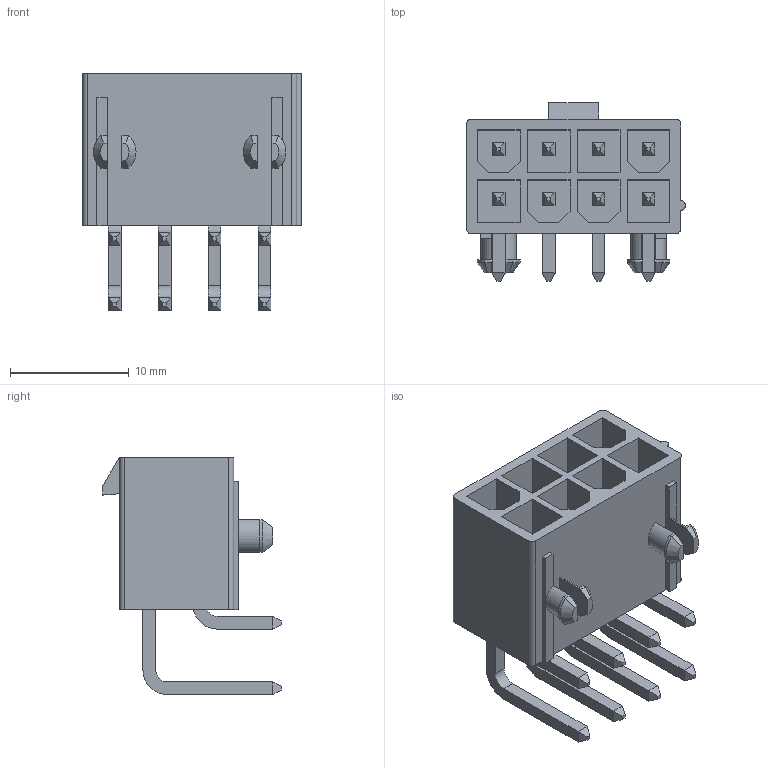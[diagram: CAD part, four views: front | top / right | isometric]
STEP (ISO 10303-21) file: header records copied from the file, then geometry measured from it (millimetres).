
FILE_DESCRIPTION(/* description */ (''),/* implementation_level */ '2;1');
FILE_NAME(/* name */ '39301080 v3.step',/* time_stamp */ '2023-09-18T11:45:31+03:00',/* author */ (''),/* organization */ (''),/* preprocessor_version */ 'ST-DEVELOPER v20',/* originating_system */ 'Autodesk Translation Framework v12.9.0.99',/* authorisation */ '');
FILE_SCHEMA (('AUTOMOTIVE_DESIGN { 1 0 10303 214 3 1 1 }'));
Length unit declared in the file: millimetre
Products named in the file (3): 39301080; Body; Pins
Assembly tree (2 placements, depth 2):
  39301080
    Body
    Pins
Bounding box: 18.4 x 15 x 19.93 mm (x, y, z)
Volume: 1497.4 mm3; surface area: 2990.2 mm2
Topology: 9 solids, 9 shells, 297 faces, 723 edges, 454 vertices
Faces by surface type: plane 264, cylinder 29, cone 4
Entity records: 8593 total; most frequent: CARTESIAN_POINT 1487, ORIENTED_EDGE 1446, DIRECTION 1391, EDGE_CURVE 723, LINE 651, VECTOR 651, VERTEX_POINT 454, AXIS2_PLACEMENT_3D 370
